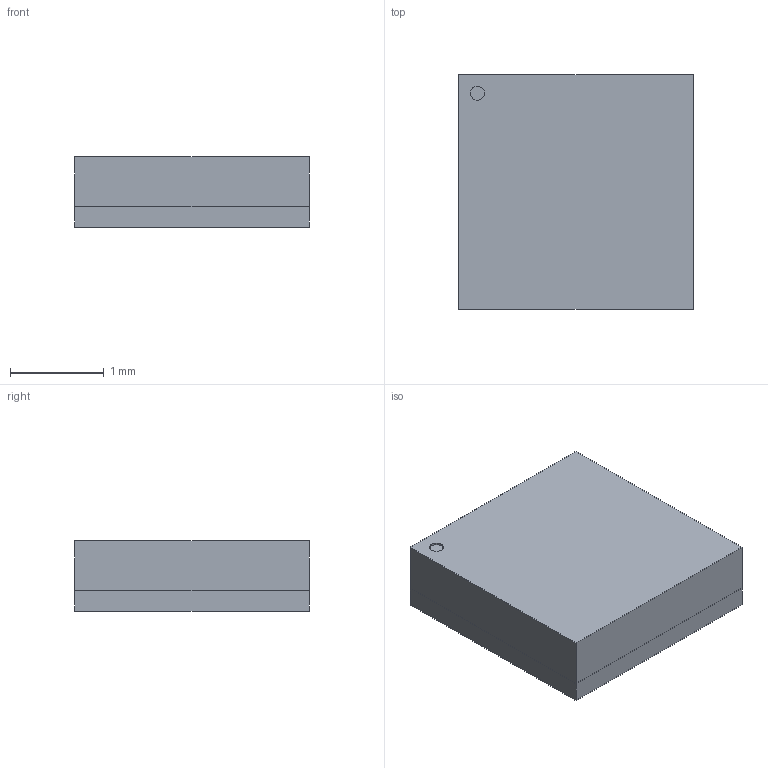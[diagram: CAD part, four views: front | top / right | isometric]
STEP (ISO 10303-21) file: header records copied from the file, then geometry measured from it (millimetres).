
FILE_DESCRIPTION (( 'STEP AP214' ), '1' );
FILE_NAME ('VFLGA-14_L2.5-W2.5-P0.50-TL.STEP', '2022-03-01T09:44:59', ( 'Sky123.Org' ), ( 'Sky123.Org' ), 'SwSTEP 2.0', 'SolidWorks 2017', '' );
FILE_SCHEMA (( 'AUTOMOTIVE_DESIGN' ));
Length unit declared in the file: millimetre
Products named in the file (1): VFLGA-14_L2.5-W2.5-P0.50-TL
Bounding box: 2.5 x 2.5 x 0.75 mm (x, y, z)
Volume: 4.7 mm3; surface area: 32.6 mm2
Topology: 2 solids, 2 shells, 144 faces, 354 edges, 236 vertices
Faces by surface type: plane 128, bspline 14, cylinder 2
Entity records: 5862 total; most frequent: CARTESIAN_POINT 1533, ORIENTED_EDGE 708, DIRECTION 592, EDGE_CURVE 354, VECTOR 322, LINE 322, VERTEX_POINT 236, EDGE_LOOP 166
